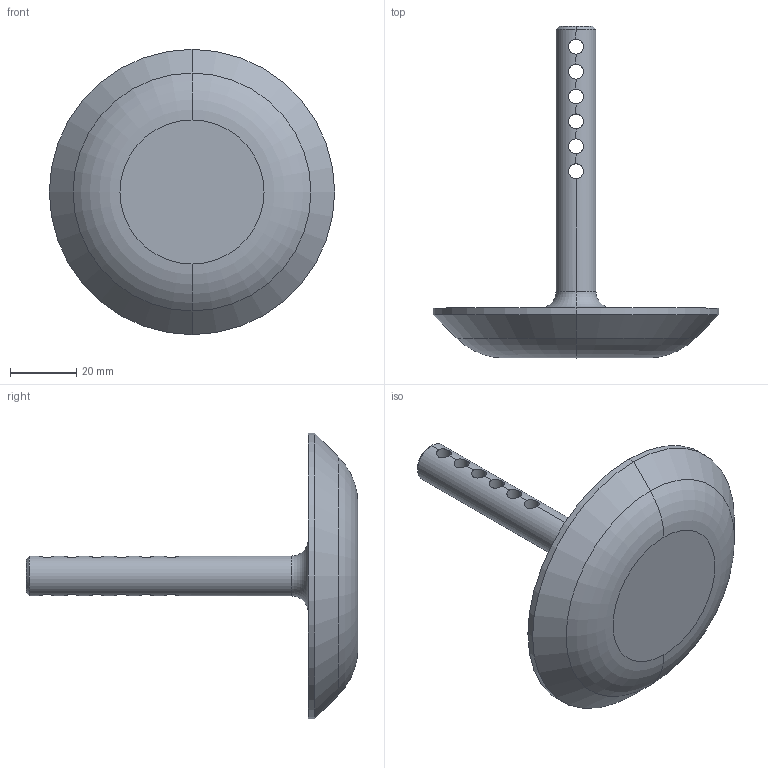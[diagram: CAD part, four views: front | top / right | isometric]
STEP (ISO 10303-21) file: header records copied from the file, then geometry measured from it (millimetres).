
FILE_DESCRIPTION (( 'STEP AP214' ), '1' );
FILE_NAME ('patin.STEP', '2024-04-30T09:18:10', ( '' ), ( '' ), 'SwSTEP 2.0', 'SolidWorks 2020', '' );
FILE_SCHEMA (( 'AUTOMOTIVE_DESIGN' ));
Length unit declared in the file: millimetre
Products named in the file (1): patin
Bounding box: 86 x 100 x 86 mm (x, y, z)
Volume: 73718.4 mm3; surface area: 17110.3 mm2
Topology: 1 solids, 1 shells, 27 faces, 100 edges, 64 vertices
Faces by surface type: cylinder 16, torus 4, cone 4, plane 3
Entity records: 1732 total; most frequent: CARTESIAN_POINT 912, ORIENTED_EDGE 200, DIRECTION 128, EDGE_CURVE 100, VERTEX_POINT 64, AXIS2_PLACEMENT_3D 48, B_SPLINE_CURVE_WITH_KNOTS 48, VECTOR 32
